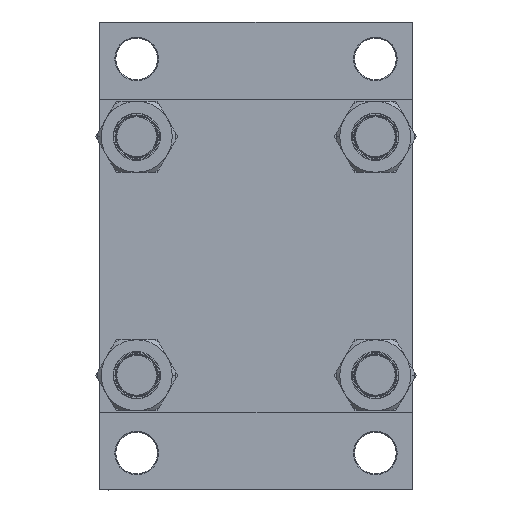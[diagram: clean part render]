
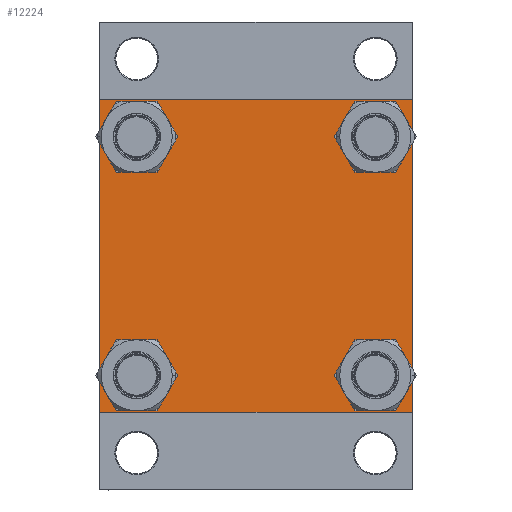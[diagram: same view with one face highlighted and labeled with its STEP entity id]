
A CAD part, left-side view. The second image highlights one B-rep face of the part: STEP entity #12224.
In plain terms, the highlighted planar face has unit normal (-1, 0, 0).
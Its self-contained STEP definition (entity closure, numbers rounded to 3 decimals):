
#28 = CARTESIAN_POINT ( 'NONE',  ( 0., 82.25, -82.25 ) ) ;
#1187 = CARTESIAN_POINT ( 'NONE',  ( 0., -82.5, 82. ) ) ;
#1238 = CIRCLE ( 'NONE', #19002, 11.5 ) ;
#1269 = DIRECTION ( 'NONE',  ( 0., -0.707, 0.707 ) ) ;
#1459 = VERTEX_POINT ( 'NONE', #33543 ) ;
#1614 = DIRECTION ( 'NONE',  ( 0., 0., -1. ) ) ;
#1620 = VERTEX_POINT ( 'NONE', #12951 ) ;
#1681 = DIRECTION ( 'NONE',  ( 1., 0., 0. ) ) ;
#1740 = CARTESIAN_POINT ( 'NONE',  ( 0., -62.95, 62.95 ) ) ;
#2087 = VERTEX_POINT ( 'NONE', #8502 ) ;
#2724 = ORIENTED_EDGE ( 'NONE', *, *, #41267, .T. ) ;
#2793 = ORIENTED_EDGE ( 'NONE', *, *, #27927, .T. ) ;
#3016 = DIRECTION ( 'NONE',  ( 0., 0., -1. ) ) ;
#3323 = ORIENTED_EDGE ( 'NONE', *, *, #18795, .T. ) ;
#5152 = LINE ( 'NONE', #23997, #15931 ) ;
#5390 = AXIS2_PLACEMENT_3D ( 'NONE', #14010, #21487, #17861 ) ;
#5547 = VERTEX_POINT ( 'NONE', #26870 ) ;
#5774 = AXIS2_PLACEMENT_3D ( 'NONE', #20562, #42384, #35796 ) ;
#6183 = LINE ( 'NONE', #29137, #25203 ) ;
#6656 = VERTEX_POINT ( 'NONE', #28492 ) ;
#7204 = VERTEX_POINT ( 'NONE', #23513 ) ;
#7254 = DIRECTION ( 'NONE',  ( 0., 0., 1. ) ) ;
#7601 = VERTEX_POINT ( 'NONE', #13054 ) ;
#8281 = AXIS2_PLACEMENT_3D ( 'NONE', #41574, #34309, #41339 ) ;
#8502 = CARTESIAN_POINT ( 'NONE',  ( 0., -62.95, -74.45 ) ) ;
#8696 = CARTESIAN_POINT ( 'NONE',  ( 0., 62.95, 62.95 ) ) ;
#8761 = ORIENTED_EDGE ( 'NONE', *, *, #19478, .T. ) ;
#9015 = VECTOR ( 'NONE', #10089, 1000. ) ;
#9245 = LINE ( 'NONE', #23030, #25867 ) ;
#9772 = ORIENTED_EDGE ( 'NONE', *, *, #29721, .T. ) ;
#9817 = EDGE_LOOP ( 'NONE', ( #3323, #30034 ) ) ;
#9825 = CARTESIAN_POINT ( 'NONE',  ( 0., -62.95, 51.45 ) ) ;
#10089 = DIRECTION ( 'NONE',  ( 0., -1., 0. ) ) ;
#10126 = DIRECTION ( 'NONE',  ( 0., 0.707, 0.707 ) ) ;
#10160 = DIRECTION ( 'NONE',  ( 1., 0., 0. ) ) ;
#11297 = ORIENTED_EDGE ( 'NONE', *, *, #32357, .F. ) ;
#11572 = AXIS2_PLACEMENT_3D ( 'NONE', #38668, #41802, #38178 ) ;
#12224 = ADVANCED_FACE ( 'NONE', ( #24786, #17290, #17525, #32305, #13437 ), #39574, .T. ) ;
#12481 = LINE ( 'NONE', #34752, #21644 ) ;
#12743 = DIRECTION ( 'NONE',  ( 0., 0., 1. ) ) ;
#12951 = CARTESIAN_POINT ( 'NONE',  ( 0., 62.95, 51.45 ) ) ;
#13054 = CARTESIAN_POINT ( 'NONE',  ( 0., 82.5, -82. ) ) ;
#13084 = VERTEX_POINT ( 'NONE', #9825 ) ;
#13437 = FACE_OUTER_BOUND ( 'NONE', #22549, .T. ) ;
#13760 = LINE ( 'NONE', #43279, #43772 ) ;
#13914 = DIRECTION ( 'NONE',  ( -1., 0., 0. ) ) ;
#13928 = ORIENTED_EDGE ( 'NONE', *, *, #15556, .T. ) ;
#14010 = CARTESIAN_POINT ( 'NONE',  ( 0., -62.95, -62.95 ) ) ;
#14765 = DIRECTION ( 'NONE',  ( 0., -0.707, -0.707 ) ) ;
#15036 = AXIS2_PLACEMENT_3D ( 'NONE', #39347, #13914, #31369 ) ;
#15042 = VERTEX_POINT ( 'NONE', #47105 ) ;
#15556 = EDGE_CURVE ( 'NONE', #7204, #28950, #37450, .T. ) ;
#15800 = VERTEX_POINT ( 'NONE', #1187 ) ;
#15931 = VECTOR ( 'NONE', #45071, 1000. ) ;
#16132 = DIRECTION ( 'NONE',  ( 1., 0., 0. ) ) ;
#16576 = ORIENTED_EDGE ( 'NONE', *, *, #42752, .T. ) ;
#17290 = FACE_BOUND ( 'NONE', #39046, .T. ) ;
#17525 = FACE_BOUND ( 'NONE', #29681, .T. ) ;
#17861 = DIRECTION ( 'NONE',  ( 0., 0., 1. ) ) ;
#18262 = CARTESIAN_POINT ( 'NONE',  ( 0., 82., -82.5 ) ) ;
#18304 = ORIENTED_EDGE ( 'NONE', *, *, #39966, .T. ) ;
#18335 = EDGE_CURVE ( 'NONE', #31414, #2087, #1238, .T. ) ;
#18795 = EDGE_CURVE ( 'NONE', #5547, #13084, #32129, .T. ) ;
#19002 = AXIS2_PLACEMENT_3D ( 'NONE', #34457, #30345, #26456 ) ;
#19478 = EDGE_CURVE ( 'NONE', #42467, #46661, #5152, .T. ) ;
#19880 = EDGE_CURVE ( 'NONE', #15800, #46604, #13760, .T. ) ;
#20062 = ORIENTED_EDGE ( 'NONE', *, *, #44955, .T. ) ;
#20070 = CIRCLE ( 'NONE', #11572, 11.5 ) ;
#20562 = CARTESIAN_POINT ( 'NONE',  ( 0., 62.95, -62.95 ) ) ;
#20842 = AXIS2_PLACEMENT_3D ( 'NONE', #27741, #16132, #12743 ) ;
#20853 = EDGE_CURVE ( 'NONE', #28950, #7204, #23713, .T. ) ;
#21487 = DIRECTION ( 'NONE',  ( 1., 0., 0. ) ) ;
#21644 = VECTOR ( 'NONE', #1614, 1000. ) ;
#22164 = CARTESIAN_POINT ( 'NONE',  ( 0., 82.5, 82.5 ) ) ;
#22549 = EDGE_LOOP ( 'NONE', ( #2724, #16576, #8761, #9772, #40402, #23498, #11297, #42524 ) ) ;
#23030 = CARTESIAN_POINT ( 'NONE',  ( 0., -82.25, -82.25 ) ) ;
#23498 = ORIENTED_EDGE ( 'NONE', *, *, #19880, .T. ) ;
#23513 = CARTESIAN_POINT ( 'NONE',  ( 0., 62.95, -51.45 ) ) ;
#23713 = CIRCLE ( 'NONE', #8281, 11.5 ) ;
#23914 = DIRECTION ( 'NONE',  ( 0., 0., 1. ) ) ;
#23997 = CARTESIAN_POINT ( 'NONE',  ( 0., 82.5, -82.5 ) ) ;
#24786 = FACE_BOUND ( 'NONE', #9817, .T. ) ;
#25203 = VECTOR ( 'NONE', #3016, 1000. ) ;
#25867 = VECTOR ( 'NONE', #1269, 1000. ) ;
#26213 = CIRCLE ( 'NONE', #5390, 11.5 ) ;
#26456 = DIRECTION ( 'NONE',  ( 0., 0., 1. ) ) ;
#26870 = CARTESIAN_POINT ( 'NONE',  ( 0., -62.95, 74.45 ) ) ;
#27741 = CARTESIAN_POINT ( 'NONE',  ( 0., 62.95, 62.95 ) ) ;
#27927 = EDGE_CURVE ( 'NONE', #15042, #1620, #47585, .T. ) ;
#28492 = CARTESIAN_POINT ( 'NONE',  ( 0., 82., 82.5 ) ) ;
#28950 = VERTEX_POINT ( 'NONE', #37214 ) ;
#28965 = ORIENTED_EDGE ( 'NONE', *, *, #18335, .T. ) ;
#29137 = CARTESIAN_POINT ( 'NONE',  ( 0., -82.5, 82.5 ) ) ;
#29307 = DIRECTION ( 'NONE',  ( 0., 0.707, -0.707 ) ) ;
#29681 = EDGE_LOOP ( 'NONE', ( #13928, #42088 ) ) ;
#29721 = EDGE_CURVE ( 'NONE', #46661, #1459, #9245, .T. ) ;
#30034 = ORIENTED_EDGE ( 'NONE', *, *, #45009, .T. ) ;
#30345 = DIRECTION ( 'NONE',  ( 1., 0., 0. ) ) ;
#31369 = DIRECTION ( 'NONE',  ( 0., 0., 1. ) ) ;
#31414 = VERTEX_POINT ( 'NONE', #39847 ) ;
#31753 = EDGE_CURVE ( 'NONE', #6656, #33682, #32462, .T. ) ;
#32129 = CIRCLE ( 'NONE', #41402, 11.5 ) ;
#32305 = FACE_BOUND ( 'NONE', #43384, .T. ) ;
#32357 = EDGE_CURVE ( 'NONE', #6656, #46604, #47354, .T. ) ;
#32462 = LINE ( 'NONE', #37065, #39882 ) ;
#32676 = EDGE_CURVE ( 'NONE', #15800, #1459, #6183, .T. ) ;
#33543 = CARTESIAN_POINT ( 'NONE',  ( 0., -82.5, -82. ) ) ;
#33682 = VERTEX_POINT ( 'NONE', #40951 ) ;
#34309 = DIRECTION ( 'NONE',  ( 1., 0., 0. ) ) ;
#34457 = CARTESIAN_POINT ( 'NONE',  ( 0., -62.95, -62.95 ) ) ;
#34752 = CARTESIAN_POINT ( 'NONE',  ( 0., 82.5, 82.5 ) ) ;
#35796 = DIRECTION ( 'NONE',  ( 0., 0., 1. ) ) ;
#36009 = AXIS2_PLACEMENT_3D ( 'NONE', #8696, #1681, #23914 ) ;
#37050 = VECTOR ( 'NONE', #14765, 1000. ) ;
#37065 = CARTESIAN_POINT ( 'NONE',  ( 0., 82.25, 82.25 ) ) ;
#37214 = CARTESIAN_POINT ( 'NONE',  ( 0., 62.95, -74.45 ) ) ;
#37450 = CIRCLE ( 'NONE', #5774, 11.5 ) ;
#38178 = DIRECTION ( 'NONE',  ( 0., 0., 1. ) ) ;
#38668 = CARTESIAN_POINT ( 'NONE',  ( 0., -62.95, 62.95 ) ) ;
#39046 = EDGE_LOOP ( 'NONE', ( #28965, #18304 ) ) ;
#39347 = CARTESIAN_POINT ( 'NONE',  ( 0., 0., 0. ) ) ;
#39369 = CARTESIAN_POINT ( 'NONE',  ( 0., -82., -82.5 ) ) ;
#39574 = PLANE ( 'NONE',  #15036 ) ;
#39847 = CARTESIAN_POINT ( 'NONE',  ( 0., -62.95, -51.45 ) ) ;
#39882 = VECTOR ( 'NONE', #29307, 1000. ) ;
#39966 = EDGE_CURVE ( 'NONE', #2087, #31414, #26213, .T. ) ;
#40402 = ORIENTED_EDGE ( 'NONE', *, *, #32676, .F. ) ;
#40914 = LINE ( 'NONE', #28, #37050 ) ;
#40918 = CARTESIAN_POINT ( 'NONE',  ( 0., -82., 82.5 ) ) ;
#40951 = CARTESIAN_POINT ( 'NONE',  ( 0., 82.5, 82. ) ) ;
#41267 = EDGE_CURVE ( 'NONE', #33682, #7601, #12481, .T. ) ;
#41339 = DIRECTION ( 'NONE',  ( 0., 0., 1. ) ) ;
#41402 = AXIS2_PLACEMENT_3D ( 'NONE', #1740, #10160, #7254 ) ;
#41574 = CARTESIAN_POINT ( 'NONE',  ( 0., 62.95, -62.95 ) ) ;
#41751 = CIRCLE ( 'NONE', #20842, 11.5 ) ;
#41802 = DIRECTION ( 'NONE',  ( 1., 0., 0. ) ) ;
#42088 = ORIENTED_EDGE ( 'NONE', *, *, #20853, .T. ) ;
#42384 = DIRECTION ( 'NONE',  ( 1., 0., 0. ) ) ;
#42467 = VERTEX_POINT ( 'NONE', #18262 ) ;
#42524 = ORIENTED_EDGE ( 'NONE', *, *, #31753, .T. ) ;
#42752 = EDGE_CURVE ( 'NONE', #7601, #42467, #40914, .T. ) ;
#43279 = CARTESIAN_POINT ( 'NONE',  ( 0., -82.25, 82.25 ) ) ;
#43384 = EDGE_LOOP ( 'NONE', ( #2793, #20062 ) ) ;
#43772 = VECTOR ( 'NONE', #10126, 1000. ) ;
#44955 = EDGE_CURVE ( 'NONE', #1620, #15042, #41751, .T. ) ;
#45009 = EDGE_CURVE ( 'NONE', #13084, #5547, #20070, .T. ) ;
#45071 = DIRECTION ( 'NONE',  ( 0., -1., 0. ) ) ;
#46604 = VERTEX_POINT ( 'NONE', #40918 ) ;
#46661 = VERTEX_POINT ( 'NONE', #39369 ) ;
#47105 = CARTESIAN_POINT ( 'NONE',  ( 0., 62.95, 74.45 ) ) ;
#47354 = LINE ( 'NONE', #22164, #9015 ) ;
#47585 = CIRCLE ( 'NONE', #36009, 11.5 ) ;
